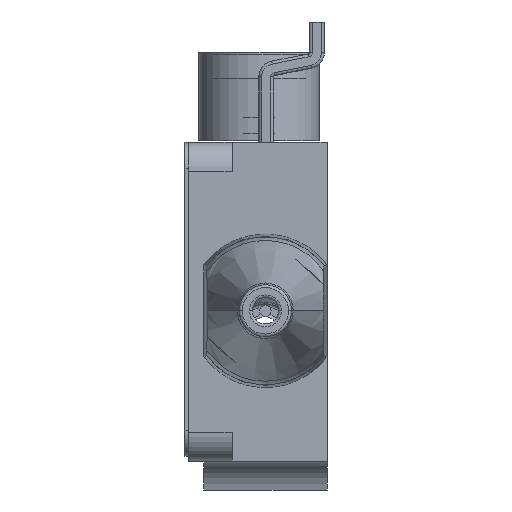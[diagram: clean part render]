
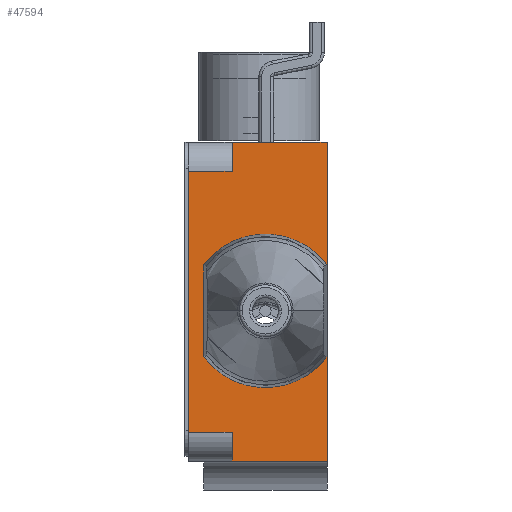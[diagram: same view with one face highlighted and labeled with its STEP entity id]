
A CAD part, left-side view. The second image highlights one B-rep face of the part: STEP entity #47594.
In plain terms, the highlighted planar face has unit normal (-1, 0, 0).
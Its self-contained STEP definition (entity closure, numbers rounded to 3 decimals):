
#3412 = LINE ( 'NONE', #3418, #13948 ) ;
#3414 = CARTESIAN_POINT ( 'NONE',  ( -32.5, -0.259, -0.317 ) ) ;
#3415 = DIRECTION ( 'NONE',  ( -1., 0., 0. ) ) ;
#3416 = DIRECTION ( 'NONE',  ( 0., 0., 1. ) ) ;
#3418 = CARTESIAN_POINT ( 'NONE',  ( -32.5, 0.889, 5.5 ) ) ;
#3420 = DIRECTION ( 'NONE',  ( 0., 0., 1. ) ) ;
#3441 = LINE ( 'NONE', #3443, #14141 ) ;
#3443 = CARTESIAN_POINT ( 'NONE',  ( -32.5, 2.389, 5.5 ) ) ;
#3444 = DIRECTION ( 'NONE',  ( 0., -1., 0. ) ) ;
#3525 = LINE ( 'NONE', #3526, #14207 ) ;
#3526 = CARTESIAN_POINT ( 'NONE',  ( -32.5, 2.389, -5.5 ) ) ;
#3527 = DIRECTION ( 'NONE',  ( 0., -1., 0. ) ) ;
#3612 = LINE ( 'NONE', #3613, #13029 ) ;
#3613 = CARTESIAN_POINT ( 'NONE',  ( -32.5, 0.889, 4.5 ) ) ;
#3620 = CARTESIAN_POINT ( 'NONE',  ( -32.5, -0.259, -0.317 ) ) ;
#3621 = DIRECTION ( 'NONE',  ( -1., 0., 0. ) ) ;
#3622 = DIRECTION ( 'NONE',  ( 0., 0., 1. ) ) ;
#3623 = DIRECTION ( 'NONE',  ( 0., 1., 0. ) ) ;
#3712 = LINE ( 'NONE', #3713, #13923 ) ;
#3713 = CARTESIAN_POINT ( 'NONE',  ( -32.5, 2.389, -5.5 ) ) ;
#3714 = DIRECTION ( 'NONE',  ( 0., 0., 1. ) ) ;
#3720 = LINE ( 'NONE', #3721, #13866 ) ;
#3721 = CARTESIAN_POINT ( 'NONE',  ( -32.5, -2.389, -5.5 ) ) ;
#3722 = DIRECTION ( 'NONE',  ( 0., 0., 1. ) ) ;
#3758 = LINE ( 'NONE', #3759, #14388 ) ;
#3759 = CARTESIAN_POINT ( 'NONE',  ( -32.5, 0.889, -4.5 ) ) ;
#3760 = DIRECTION ( 'NONE',  ( 0., 1., 0. ) ) ;
#3898 = LINE ( 'NONE', #3899, #14602 ) ;
#3899 = CARTESIAN_POINT ( 'NONE',  ( -32.5, 0.889, -5.5 ) ) ;
#3912 = DIRECTION ( 'NONE',  ( 0., 0., 1. ) ) ;
#13029 = VECTOR ( 'NONE', #3623, 1000. ) ;
#13821 = CIRCLE ( 'NONE', #13987, 1.65 ) ;
#13866 = VECTOR ( 'NONE', #3722, 1000. ) ;
#13923 = VECTOR ( 'NONE', #3714, 1000. ) ;
#13948 = VECTOR ( 'NONE', #3420, 1000. ) ;
#13987 = AXIS2_PLACEMENT_3D ( 'NONE', #3620, #3621, #3622 ) ;
#14141 = VECTOR ( 'NONE', #3444, 1000. ) ;
#14207 = VECTOR ( 'NONE', #3527, 1000. ) ;
#14290 = AXIS2_PLACEMENT_3D ( 'NONE', #3414, #3415, #3416 ) ;
#14312 = CIRCLE ( 'NONE', #14290, 1.65 ) ;
#14388 = VECTOR ( 'NONE', #3760, 1000. ) ;
#14602 = VECTOR ( 'NONE', #3912, 1000. ) ;
#15942 = EDGE_LOOP ( 'NONE', ( #28118, #34082, #28182, #28180, #28132, #22783, #52339, #22859 ) ) ;
#16167 = EDGE_LOOP ( 'NONE', ( #34102, #28131 ) ) ;
#22783 = ORIENTED_EDGE ( 'NONE', *, *, #38548, .T. ) ;
#22859 = ORIENTED_EDGE ( 'NONE', *, *, #38465, .F. ) ;
#28118 = ORIENTED_EDGE ( 'NONE', *, *, #38521, .T. ) ;
#28131 = ORIENTED_EDGE ( 'NONE', *, *, #38463, .F. ) ;
#28132 = ORIENTED_EDGE ( 'NONE', *, *, #38500, .T. ) ;
#28180 = ORIENTED_EDGE ( 'NONE', *, *, #38607, .F. ) ;
#28182 = ORIENTED_EDGE ( 'NONE', *, *, #38560, .F. ) ;
#34082 = ORIENTED_EDGE ( 'NONE', *, *, #38545, .F. ) ;
#34102 = ORIENTED_EDGE ( 'NONE', *, *, #38520, .F. ) ;
#37548 = AXIS2_PLACEMENT_3D ( 'NONE', #58969, #58970, #58971 ) ;
#38463 = EDGE_CURVE ( 'NONE', #43808, #43642, #14312, .T. ) ;
#38465 = EDGE_CURVE ( 'NONE', #42513, #44068, #3412, .T. ) ;
#38473 = EDGE_CURVE ( 'NONE', #44068, #42478, #3441, .T. ) ;
#38500 = EDGE_CURVE ( 'NONE', #43905, #43710, #3525, .T. ) ;
#38520 = EDGE_CURVE ( 'NONE', #43642, #43808, #13821, .T. ) ;
#38521 = EDGE_CURVE ( 'NONE', #42513, #44037, #3612, .T. ) ;
#38545 = EDGE_CURVE ( 'NONE', #42580, #44037, #3712, .T. ) ;
#38548 = EDGE_CURVE ( 'NONE', #43710, #42478, #3720, .T. ) ;
#38560 = EDGE_CURVE ( 'NONE', #42429, #42580, #3758, .T. ) ;
#38607 = EDGE_CURVE ( 'NONE', #43905, #42429, #3898, .T. ) ;
#42429 = VERTEX_POINT ( 'NONE', #64286 ) ;
#42478 = VERTEX_POINT ( 'NONE', #64335 ) ;
#42513 = VERTEX_POINT ( 'NONE', #64370 ) ;
#42580 = VERTEX_POINT ( 'NONE', #64437 ) ;
#43642 = VERTEX_POINT ( 'NONE', #56624 ) ;
#43710 = VERTEX_POINT ( 'NONE', #56658 ) ;
#43808 = VERTEX_POINT ( 'NONE', #56712 ) ;
#43905 = VERTEX_POINT ( 'NONE', #56768 ) ;
#44037 = VERTEX_POINT ( 'NONE', #56837 ) ;
#44068 = VERTEX_POINT ( 'NONE', #56857 ) ;
#47594 = ADVANCED_FACE ( 'NONE', ( #58957, #58959 ), #58960, .F. ) ;
#52339 = ORIENTED_EDGE ( 'NONE', *, *, #38473, .F. ) ;
#56624 = CARTESIAN_POINT ( 'NONE',  ( -32.5, -0.259, 1.333 ) ) ;
#56658 = CARTESIAN_POINT ( 'NONE',  ( -32.5, -2.389, -5.5 ) ) ;
#56712 = CARTESIAN_POINT ( 'NONE',  ( -32.5, -0.259, -1.967 ) ) ;
#56768 = CARTESIAN_POINT ( 'NONE',  ( -32.5, 0.889, -5.5 ) ) ;
#56837 = CARTESIAN_POINT ( 'NONE',  ( -32.5, 2.389, 4.5 ) ) ;
#56857 = CARTESIAN_POINT ( 'NONE',  ( -32.5, 0.889, 5.5 ) ) ;
#58957 = FACE_BOUND ( 'NONE', #16167, .T. ) ;
#58959 = FACE_OUTER_BOUND ( 'NONE', #15942, .T. ) ;
#58960 = PLANE ( 'NONE',  #37548 ) ;
#58969 = CARTESIAN_POINT ( 'NONE',  ( -32.5, 2.389, -5.5 ) ) ;
#58970 = DIRECTION ( 'NONE',  ( 1., 0., 0. ) ) ;
#58971 = DIRECTION ( 'NONE',  ( 0., 0., -1. ) ) ;
#64286 = CARTESIAN_POINT ( 'NONE',  ( -32.5, 0.889, -4.5 ) ) ;
#64335 = CARTESIAN_POINT ( 'NONE',  ( -32.5, -2.389, 5.5 ) ) ;
#64370 = CARTESIAN_POINT ( 'NONE',  ( -32.5, 0.889, 4.5 ) ) ;
#64437 = CARTESIAN_POINT ( 'NONE',  ( -32.5, 2.389, -4.5 ) ) ;
